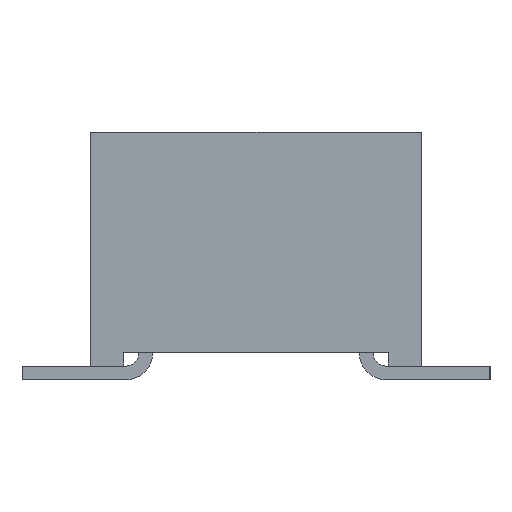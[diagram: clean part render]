
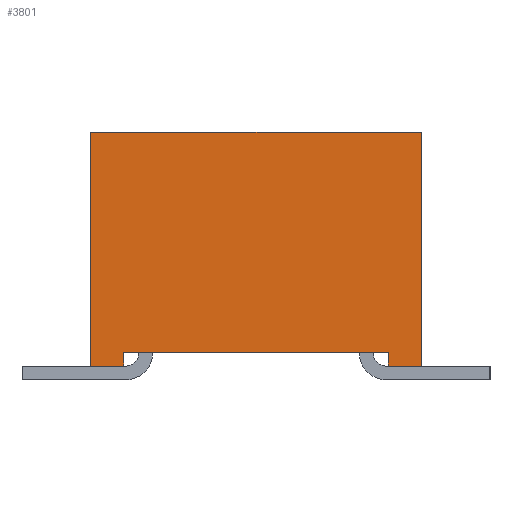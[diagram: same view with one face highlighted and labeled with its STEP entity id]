
A CAD part, left-side view. The second image highlights one B-rep face of the part: STEP entity #3801.
In plain terms, the highlighted planar face has unit normal (-1, 0, 0).
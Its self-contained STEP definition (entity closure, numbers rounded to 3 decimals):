
#3801 = ADVANCED_FACE('',(#3802),#3868,.F.);
#3802 = FACE_BOUND('',#3803,.T.);
#3803 = EDGE_LOOP('',(#3804,#3814,#3822,#3830,#3838,#3846,#3854,#3862));
#3804 = ORIENTED_EDGE('',*,*,#3805,.T.);
#3805 = EDGE_CURVE('',#3806,#3808,#3810,.T.);
#3806 = VERTEX_POINT('',#3807);
#3807 = CARTESIAN_POINT('',(-9.106,-1.219,0.277));
#3808 = VERTEX_POINT('',#3809);
#3809 = CARTESIAN_POINT('',(-9.106,-1.219,0.15));
#3810 = LINE('',#3811,#3812);
#3811 = CARTESIAN_POINT('',(-9.106,-1.219,0.277));
#3812 = VECTOR('',#3813,1.);
#3813 = DIRECTION('',(0.,0.,-1.));
#3814 = ORIENTED_EDGE('',*,*,#3815,.T.);
#3815 = EDGE_CURVE('',#3808,#3816,#3818,.T.);
#3816 = VERTEX_POINT('',#3817);
#3817 = CARTESIAN_POINT('',(-9.106,-1.524,0.15));
#3818 = LINE('',#3819,#3820);
#3819 = CARTESIAN_POINT('',(-9.106,1.524,0.15));
#3820 = VECTOR('',#3821,1.);
#3821 = DIRECTION('',(0.,-1.,0.));
#3822 = ORIENTED_EDGE('',*,*,#3823,.F.);
#3823 = EDGE_CURVE('',#3824,#3816,#3826,.T.);
#3824 = VERTEX_POINT('',#3825);
#3825 = CARTESIAN_POINT('',(-9.106,-1.524,2.309));
#3826 = LINE('',#3827,#3828);
#3827 = CARTESIAN_POINT('',(-9.106,-1.524,2.309));
#3828 = VECTOR('',#3829,1.);
#3829 = DIRECTION('',(0.,0.,-1.));
#3830 = ORIENTED_EDGE('',*,*,#3831,.F.);
#3831 = EDGE_CURVE('',#3832,#3824,#3834,.T.);
#3832 = VERTEX_POINT('',#3833);
#3833 = CARTESIAN_POINT('',(-9.106,1.524,2.309));
#3834 = LINE('',#3835,#3836);
#3835 = CARTESIAN_POINT('',(-9.106,1.524,2.309));
#3836 = VECTOR('',#3837,1.);
#3837 = DIRECTION('',(0.,-1.,0.));
#3838 = ORIENTED_EDGE('',*,*,#3839,.T.);
#3839 = EDGE_CURVE('',#3832,#3840,#3842,.T.);
#3840 = VERTEX_POINT('',#3841);
#3841 = CARTESIAN_POINT('',(-9.106,1.524,0.15));
#3842 = LINE('',#3843,#3844);
#3843 = CARTESIAN_POINT('',(-9.106,1.524,2.309));
#3844 = VECTOR('',#3845,1.);
#3845 = DIRECTION('',(0.,0.,-1.));
#3846 = ORIENTED_EDGE('',*,*,#3847,.T.);
#3847 = EDGE_CURVE('',#3840,#3848,#3850,.T.);
#3848 = VERTEX_POINT('',#3849);
#3849 = CARTESIAN_POINT('',(-9.106,1.219,0.15));
#3850 = LINE('',#3851,#3852);
#3851 = CARTESIAN_POINT('',(-9.106,1.524,0.15));
#3852 = VECTOR('',#3853,1.);
#3853 = DIRECTION('',(0.,-1.,0.));
#3854 = ORIENTED_EDGE('',*,*,#3855,.T.);
#3855 = EDGE_CURVE('',#3848,#3856,#3858,.T.);
#3856 = VERTEX_POINT('',#3857);
#3857 = CARTESIAN_POINT('',(-9.106,1.219,0.277));
#3858 = LINE('',#3859,#3860);
#3859 = CARTESIAN_POINT('',(-9.106,1.219,0.023));
#3860 = VECTOR('',#3861,1.);
#3861 = DIRECTION('',(0.,0.,1.));
#3862 = ORIENTED_EDGE('',*,*,#3863,.T.);
#3863 = EDGE_CURVE('',#3856,#3806,#3864,.T.);
#3864 = LINE('',#3865,#3866);
#3865 = CARTESIAN_POINT('',(-9.106,1.219,0.277));
#3866 = VECTOR('',#3867,1.);
#3867 = DIRECTION('',(0.,-1.,0.));
#3868 = PLANE('',#3869);
#3869 = AXIS2_PLACEMENT_3D('',#3870,#3871,#3872);
#3870 = CARTESIAN_POINT('',(-9.106,1.524,2.309));
#3871 = DIRECTION('',(1.,0.,0.));
#3872 = DIRECTION('',(0.,1.,0.));
